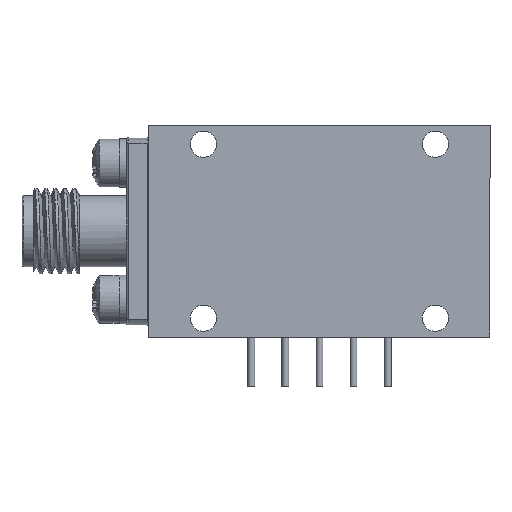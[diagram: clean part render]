
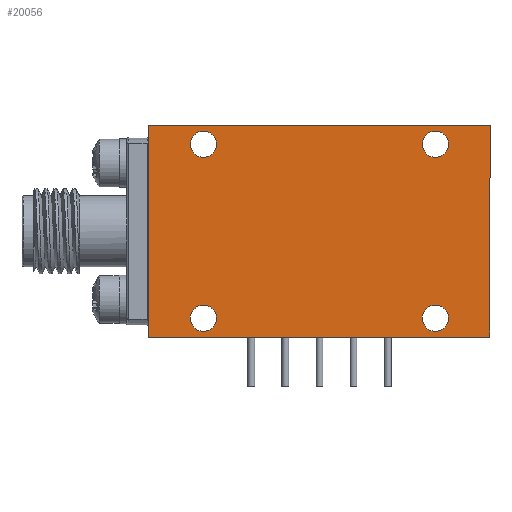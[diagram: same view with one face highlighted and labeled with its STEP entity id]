
A CAD part, front view. The second image highlights one B-rep face of the part: STEP entity #20056.
In plain terms, the highlighted planar face has unit normal (0, -1, 0).
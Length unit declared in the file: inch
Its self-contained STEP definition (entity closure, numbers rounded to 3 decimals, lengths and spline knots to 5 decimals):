
#1029 = EDGE_CURVE ( 'NONE', #20417, #20417, #16998, .T. ) ;
#1082 = DIRECTION ( 'NONE',  ( 0., 0., 1. ) ) ;
#1196 = ORIENTED_EDGE ( 'NONE', *, *, #10118, .T. ) ;
#2239 = ORIENTED_EDGE ( 'NONE', *, *, #1029, .T. ) ;
#2386 = VECTOR ( 'NONE', #5867, 39.37008 ) ;
#2392 = CARTESIAN_POINT ( 'NONE',  ( 0.16, 0., 0.565 ) ) ;
#2428 = EDGE_LOOP ( 'NONE', ( #2239 ) ) ;
#2578 = ORIENTED_EDGE ( 'NONE', *, *, #20543, .T. ) ;
#3462 = VERTEX_POINT ( 'NONE', #22651 ) ;
#4072 = CARTESIAN_POINT ( 'NONE',  ( 0., 0., 0.62 ) ) ;
#4243 = ORIENTED_EDGE ( 'NONE', *, *, #24283, .F. ) ;
#5043 = LINE ( 'NONE', #13390, #24564 ) ;
#5347 = EDGE_LOOP ( 'NONE', ( #22758, #21584, #2578, #4243 ) ) ;
#5867 = DIRECTION ( 'NONE',  ( 1., 0., 0. ) ) ;
#6366 = DIRECTION ( 'NONE',  ( 0., 1., 0. ) ) ;
#6890 = EDGE_LOOP ( 'NONE', ( #14631 ) ) ;
#6930 = DIRECTION ( 'NONE',  ( 0., 0., 1. ) ) ;
#7353 = FACE_BOUND ( 'NONE', #6890, .T. ) ;
#7389 = AXIS2_PLACEMENT_3D ( 'NONE', #11026, #13211, #6930 ) ;
#7669 = VECTOR ( 'NONE', #9626, 39.37008 ) ;
#8435 = LINE ( 'NONE', #14595, #20800 ) ;
#9225 = CARTESIAN_POINT ( 'NONE',  ( 0.84, 0., 0.6035 ) ) ;
#9314 = AXIS2_PLACEMENT_3D ( 'NONE', #25002, #23081, #16577 ) ;
#9404 = AXIS2_PLACEMENT_3D ( 'NONE', #15684, #26300, #1082 ) ;
#9626 = DIRECTION ( 'NONE',  ( 0., 0., 1. ) ) ;
#9897 = CARTESIAN_POINT ( 'NONE',  ( 0., 0., 0.62 ) ) ;
#10112 = DIRECTION ( 'NONE',  ( 0., 0., 1. ) ) ;
#10118 = EDGE_CURVE ( 'NONE', #15772, #15772, #16722, .T. ) ;
#10494 = EDGE_CURVE ( 'NONE', #11268, #11268, #17570, .T. ) ;
#10766 = DIRECTION ( 'NONE',  ( 0., 0., 1. ) ) ;
#11026 = CARTESIAN_POINT ( 'NONE',  ( 0.84, 0., 0.055 ) ) ;
#11191 = EDGE_LOOP ( 'NONE', ( #1196 ) ) ;
#11268 = VERTEX_POINT ( 'NONE', #9225 ) ;
#11967 = VERTEX_POINT ( 'NONE', #17632 ) ;
#13211 = DIRECTION ( 'NONE',  ( 0., 1., 0. ) ) ;
#13390 = CARTESIAN_POINT ( 'NONE',  ( 0., 0., 0. ) ) ;
#13506 = FACE_BOUND ( 'NONE', #2428, .T. ) ;
#14460 = LINE ( 'NONE', #4072, #2386 ) ;
#14595 = CARTESIAN_POINT ( 'NONE',  ( 0., 0., 0. ) ) ;
#14631 = ORIENTED_EDGE ( 'NONE', *, *, #15058, .T. ) ;
#15058 = EDGE_CURVE ( 'NONE', #23189, #23189, #24572, .T. ) ;
#15684 = CARTESIAN_POINT ( 'NONE',  ( 0., 0., 0. ) ) ;
#15772 = VERTEX_POINT ( 'NONE', #19577 ) ;
#16039 = CARTESIAN_POINT ( 'NONE',  ( 1., 0., 0. ) ) ;
#16577 = DIRECTION ( 'NONE',  ( 0., 0., 1. ) ) ;
#16722 = CIRCLE ( 'NONE', #26269, 0.0385 ) ;
#16998 = CIRCLE ( 'NONE', #7389, 0.0385 ) ;
#17570 = CIRCLE ( 'NONE', #9314, 0.0385 ) ;
#17632 = CARTESIAN_POINT ( 'NONE',  ( 1., 0., 0.62 ) ) ;
#17669 = CARTESIAN_POINT ( 'NONE',  ( 1., 0., 0. ) ) ;
#18294 = CARTESIAN_POINT ( 'NONE',  ( 0.16, 0., 0.055 ) ) ;
#19563 = LINE ( 'NONE', #17669, #7669 ) ;
#19577 = CARTESIAN_POINT ( 'NONE',  ( 0.16, 0., 0.6035 ) ) ;
#19752 = PLANE ( 'NONE',  #9404 ) ;
#20056 = ADVANCED_FACE ( 'NONE', ( #7353, #23845, #21926, #13506, #21795 ), #19752, .F. ) ;
#20417 = VERTEX_POINT ( 'NONE', #26683 ) ;
#20465 = DIRECTION ( 'NONE',  ( 0., 1., 0. ) ) ;
#20543 = EDGE_CURVE ( 'NONE', #23962, #11967, #19563, .T. ) ;
#20800 = VECTOR ( 'NONE', #10766, 39.37008 ) ;
#21584 = ORIENTED_EDGE ( 'NONE', *, *, #25551, .T. ) ;
#21688 = DIRECTION ( 'NONE',  ( 1., 0., 0. ) ) ;
#21795 = FACE_OUTER_BOUND ( 'NONE', #5347, .T. ) ;
#21926 = FACE_BOUND ( 'NONE', #23614, .T. ) ;
#22405 = EDGE_CURVE ( 'NONE', #3462, #24961, #8435, .T. ) ;
#22651 = CARTESIAN_POINT ( 'NONE',  ( 0., 0., 0. ) ) ;
#22758 = ORIENTED_EDGE ( 'NONE', *, *, #22405, .F. ) ;
#22984 = DIRECTION ( 'NONE',  ( 0., 0., 1. ) ) ;
#23081 = DIRECTION ( 'NONE',  ( 0., 1., 0. ) ) ;
#23189 = VERTEX_POINT ( 'NONE', #24609 ) ;
#23614 = EDGE_LOOP ( 'NONE', ( #24878 ) ) ;
#23845 = FACE_BOUND ( 'NONE', #11191, .T. ) ;
#23962 = VERTEX_POINT ( 'NONE', #16039 ) ;
#24139 = AXIS2_PLACEMENT_3D ( 'NONE', #18294, #20465, #10112 ) ;
#24283 = EDGE_CURVE ( 'NONE', #24961, #11967, #14460, .T. ) ;
#24564 = VECTOR ( 'NONE', #21688, 39.37008 ) ;
#24572 = CIRCLE ( 'NONE', #24139, 0.0385 ) ;
#24609 = CARTESIAN_POINT ( 'NONE',  ( 0.16, 0., 0.0935 ) ) ;
#24878 = ORIENTED_EDGE ( 'NONE', *, *, #10494, .T. ) ;
#24961 = VERTEX_POINT ( 'NONE', #9897 ) ;
#25002 = CARTESIAN_POINT ( 'NONE',  ( 0.84, 0., 0.565 ) ) ;
#25551 = EDGE_CURVE ( 'NONE', #3462, #23962, #5043, .T. ) ;
#26269 = AXIS2_PLACEMENT_3D ( 'NONE', #2392, #6366, #22984 ) ;
#26300 = DIRECTION ( 'NONE',  ( 0., 1., 0. ) ) ;
#26683 = CARTESIAN_POINT ( 'NONE',  ( 0.84, 0., 0.0935 ) ) ;
